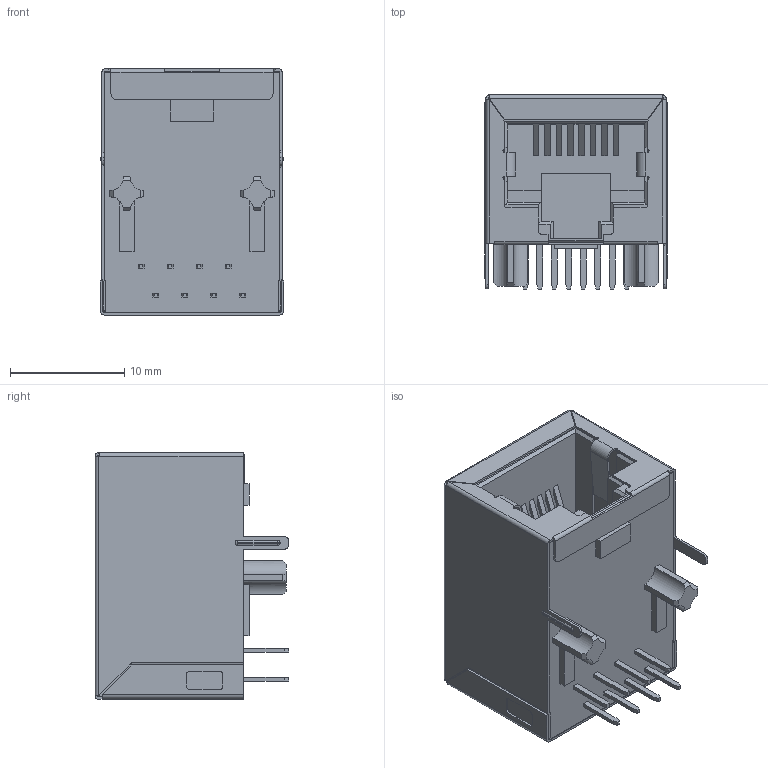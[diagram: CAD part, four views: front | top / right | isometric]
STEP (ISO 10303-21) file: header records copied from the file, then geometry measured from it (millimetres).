
FILE_DESCRIPTION (( 'STEP AP214' ), '1' );
FILE_NAME ('RJMG1S8008101BR.STEP', '2022-10-31T21:21:08', ( '' ), ( '' ), 'SwSTEP 2.0', 'SolidWorks 2017', '' );
FILE_SCHEMA (( 'AUTOMOTIVE_DESIGN' ));
Length unit declared in the file: millimetre
Products named in the file (1): RJMG1S8008101BR
Bounding box: 16.1 x 17 x 21.6 mm (x, y, z)
Volume: 3273.4 mm3; surface area: 4946.8 mm2
Topology: 18 solids, 18 shells, 397 faces, 971 edges, 614 vertices
Faces by surface type: plane 320, cylinder 73, torus 4
Entity records: 11642 total; most frequent: CARTESIAN_POINT 2031, ORIENTED_EDGE 1942, DIRECTION 1909, EDGE_CURVE 971, LINE 797, VECTOR 797, VERTEX_POINT 614, AXIS2_PLACEMENT_3D 556
